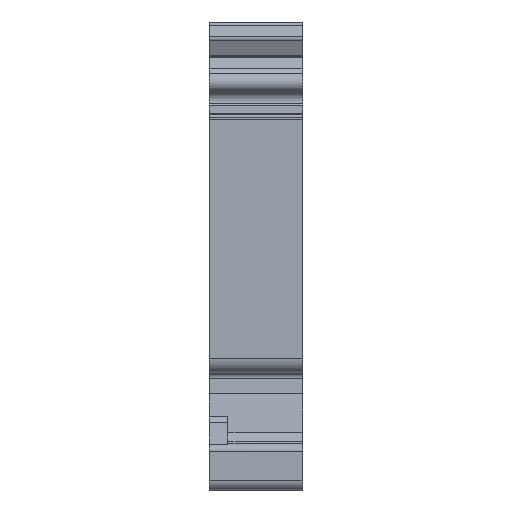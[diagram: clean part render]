
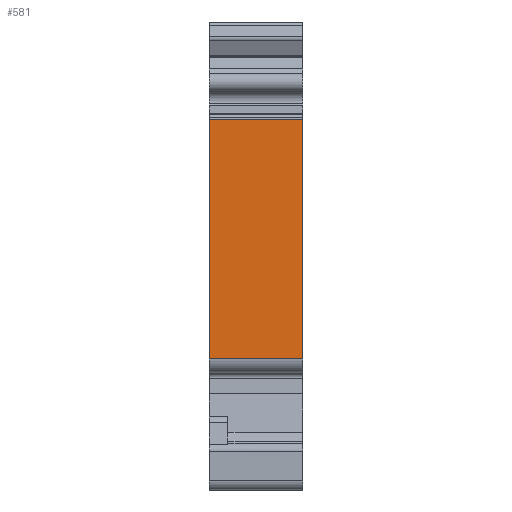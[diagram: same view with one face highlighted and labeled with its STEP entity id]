
A CAD part, left-side view. The second image highlights one B-rep face of the part: STEP entity #581.
In plain terms, the highlighted planar face has unit normal (-1, 0, 0).
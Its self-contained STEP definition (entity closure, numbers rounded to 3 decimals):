
#581 = ADVANCED_FACE( '', ( #1236 ), #1237, .T. );
#1236 = FACE_OUTER_BOUND( '', #1951, .T. );
#1237 = PLANE( '', #1952 );
#1951 = EDGE_LOOP( '', ( #3863, #3864, #3865, #3866 ) );
#1952 = AXIS2_PLACEMENT_3D( '', #3867, #3868, #3869 );
#3863 = ORIENTED_EDGE( '', *, *, #4805, .F. );
#3864 = ORIENTED_EDGE( '', *, *, #5231, .F. );
#3865 = ORIENTED_EDGE( '', *, *, #5170, .T. );
#3866 = ORIENTED_EDGE( '', *, *, #5151, .T. );
#3867 = CARTESIAN_POINT( '', ( -37.5, 10., 14.603 ) );
#3868 = DIRECTION( '', ( -1., 0., 0. ) );
#3869 = DIRECTION( '', ( 0., 0., 1. ) );
#4805 = EDGE_CURVE( '', #5987, #5989, #5990, .T. );
#5151 = EDGE_CURVE( '', #6476, #5989, #6477, .T. );
#5170 = EDGE_CURVE( '', #6500, #6476, #6501, .T. );
#5231 = EDGE_CURVE( '', #6500, #5987, #6580, .T. );
#5987 = VERTEX_POINT( '', #7557 );
#5989 = VERTEX_POINT( '', #7559 );
#5990 = LINE( '', #7560, #7561 );
#6476 = VERTEX_POINT( '', #8223 );
#6477 = LINE( '', #8224, #8225 );
#6500 = VERTEX_POINT( '', #8256 );
#6501 = LINE( '', #8257, #8258 );
#6580 = LINE( '', #8367, #8368 );
#7557 = CARTESIAN_POINT( '', ( -37.5, 0., 14.603 ) );
#7559 = CARTESIAN_POINT( '', ( -37.5, 0., -11. ) );
#7560 = CARTESIAN_POINT( '', ( -37.5, 0., 14.603 ) );
#7561 = VECTOR( '', #9011, 1000. );
#8223 = CARTESIAN_POINT( '', ( -37.5, 10., -11. ) );
#8224 = CARTESIAN_POINT( '', ( -37.5, 10., -11. ) );
#8225 = VECTOR( '', #9407, 1000. );
#8256 = CARTESIAN_POINT( '', ( -37.5, 10., 14.603 ) );
#8257 = CARTESIAN_POINT( '', ( -37.5, 10., 14.603 ) );
#8258 = VECTOR( '', #9428, 1000. );
#8367 = CARTESIAN_POINT( '', ( -37.5, 10., 14.603 ) );
#8368 = VECTOR( '', #9543, 1000. );
#9011 = DIRECTION( '', ( 0., 0., -1. ) );
#9407 = DIRECTION( '', ( 0., -1., 0. ) );
#9428 = DIRECTION( '', ( 0., 0., -1. ) );
#9543 = DIRECTION( '', ( 0., -1., 0. ) );
